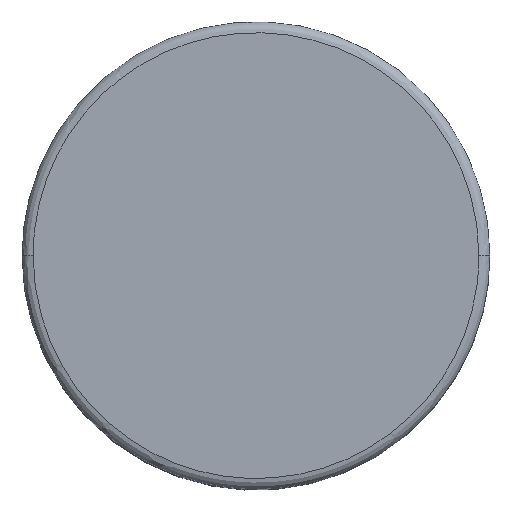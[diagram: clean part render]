
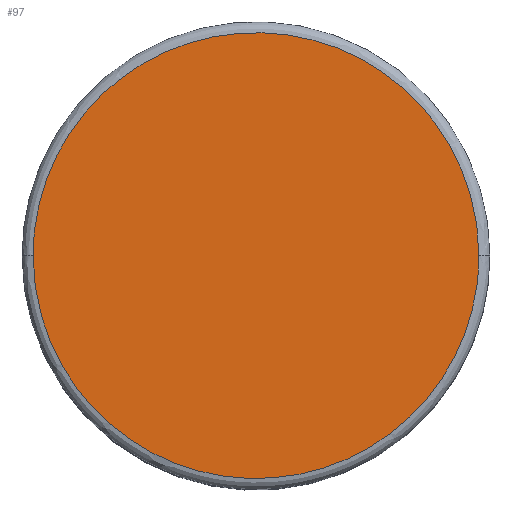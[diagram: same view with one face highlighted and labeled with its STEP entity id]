
A CAD part, top view. The second image highlights one B-rep face of the part: STEP entity #97.
In plain terms, the highlighted planar face has unit normal (0, 0, -1).
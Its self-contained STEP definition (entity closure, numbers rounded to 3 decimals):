
#97=ADVANCED_FACE('',(#150),#760,.T.);
#150=FACE_OUTER_BOUND('',#207,.T.);
#207=EDGE_LOOP('',(#370,#371));
#370=ORIENTED_EDGE('',*,*,#519,.F.);
#371=ORIENTED_EDGE('',*,*,#507,.F.);
#507=EDGE_CURVE('',#690,#697,#615,.T.);
#519=EDGE_CURVE('',#697,#690,#627,.T.);
#615=(
BOUNDED_CURVE()
B_SPLINE_CURVE(3,(#2113,#2114,#2115,#2116,#2117,#2118,#2119,#2120,#2121,
#2122,#2123,#2124,#2125,#2126,#2127,#2128,#2129,#2130,#2131,#2132,#2133,
#2134,#2135,#2136,#2137),.UNSPECIFIED.,.F.,.F.)
B_SPLINE_CURVE_WITH_KNOTS((4,3,3,3,3,3,3,3,4),(0.,1.527,3.181,
4.835,6.362,7.888,9.542,11.196,
12.723),.UNSPECIFIED.)
CURVE()
GEOMETRIC_REPRESENTATION_ITEM()
RATIONAL_B_SPLINE_CURVE((1.,1.,1.,1.,1.,1.,1.,1.,1.,1.,1.,
1.,1.,1.,1.,1.,1.,
1.,1.,1.,1.,1.,1.,1.,1.))
REPRESENTATION_ITEM('')
);
#627=(
BOUNDED_CURVE()
B_SPLINE_CURVE(3,(#2221,#2222,#2223,#2224,#2225,#2226,#2227,#2228,#2229,
#2230,#2231,#2232,#2233,#2234,#2235,#2236,#2237,#2238,#2239,#2240,#2241,
#2242,#2243,#2244,#2245),.UNSPECIFIED.,.F.,.F.)
B_SPLINE_CURVE_WITH_KNOTS((4,3,3,3,3,3,3,3,4),(12.723,14.25,
15.904,17.558,19.085,20.611,22.265,
23.92,25.446),.UNSPECIFIED.)
CURVE()
GEOMETRIC_REPRESENTATION_ITEM()
RATIONAL_B_SPLINE_CURVE((1.,1.,1.,1.,1.,1.,1.,1.,
1.,1.,1.,1.,1.,
1.,1.,1.,1.,1.,1.,1.,1.,1.,1.,1.,1.))
REPRESENTATION_ITEM('')
);
#690=VERTEX_POINT('',#2022);
#697=VERTEX_POINT('',#2029);
#760=PLANE('',#787);
#787=AXIS2_PLACEMENT_3D('',#1751,#797,$);
#797=DIRECTION('',(0.,0.,-1.));
#1751=CARTESIAN_POINT('',(-5.313,-5.313,8.5));
#2022=CARTESIAN_POINT('',(4.05,0.,8.5));
#2029=CARTESIAN_POINT('',(-4.05,0.,8.5));
#2113=CARTESIAN_POINT('',(4.05,0.,8.5));
#2114=CARTESIAN_POINT('',(4.05,0.509,8.5));
#2115=CARTESIAN_POINT('',(3.953,1.018,8.5));
#2116=CARTESIAN_POINT('',(3.766,1.491,8.5));
#2117=CARTESIAN_POINT('',(3.563,2.003,8.5));
#2118=CARTESIAN_POINT('',(3.254,2.474,8.5));
#2119=CARTESIAN_POINT('',(2.864,2.864,8.5));
#2120=CARTESIAN_POINT('',(2.474,3.254,8.5));
#2121=CARTESIAN_POINT('',(2.003,3.563,8.5));
#2122=CARTESIAN_POINT('',(1.491,3.766,8.5));
#2123=CARTESIAN_POINT('',(1.018,3.953,8.5));
#2124=CARTESIAN_POINT('',(0.509,4.05,8.5));
#2125=CARTESIAN_POINT('',(0.,4.05,8.5));
#2126=CARTESIAN_POINT('',(-0.509,4.05,8.5));
#2127=CARTESIAN_POINT('',(-1.018,3.953,8.5));
#2128=CARTESIAN_POINT('',(-1.491,3.766,8.5));
#2129=CARTESIAN_POINT('',(-2.003,3.563,8.5));
#2130=CARTESIAN_POINT('',(-2.474,3.254,8.5));
#2131=CARTESIAN_POINT('',(-2.864,2.864,8.5));
#2132=CARTESIAN_POINT('',(-3.254,2.474,8.5));
#2133=CARTESIAN_POINT('',(-3.563,2.003,8.5));
#2134=CARTESIAN_POINT('',(-3.766,1.491,8.5));
#2135=CARTESIAN_POINT('',(-3.953,1.018,8.5));
#2136=CARTESIAN_POINT('',(-4.05,0.509,8.5));
#2137=CARTESIAN_POINT('',(-4.05,0.,8.5));
#2221=CARTESIAN_POINT('',(-4.05,0.,8.5));
#2222=CARTESIAN_POINT('',(-4.05,-0.509,8.5));
#2223=CARTESIAN_POINT('',(-3.953,-1.018,8.5));
#2224=CARTESIAN_POINT('',(-3.766,-1.491,8.5));
#2225=CARTESIAN_POINT('',(-3.563,-2.003,8.5));
#2226=CARTESIAN_POINT('',(-3.254,-2.474,8.5));
#2227=CARTESIAN_POINT('',(-2.864,-2.864,8.5));
#2228=CARTESIAN_POINT('',(-2.474,-3.254,8.5));
#2229=CARTESIAN_POINT('',(-2.003,-3.563,8.5));
#2230=CARTESIAN_POINT('',(-1.491,-3.766,8.5));
#2231=CARTESIAN_POINT('',(-1.018,-3.953,8.5));
#2232=CARTESIAN_POINT('',(-0.509,-4.05,8.5));
#2233=CARTESIAN_POINT('',(0.,-4.05,8.5));
#2234=CARTESIAN_POINT('',(0.509,-4.05,8.5));
#2235=CARTESIAN_POINT('',(1.018,-3.953,8.5));
#2236=CARTESIAN_POINT('',(1.491,-3.766,8.5));
#2237=CARTESIAN_POINT('',(2.003,-3.563,8.5));
#2238=CARTESIAN_POINT('',(2.474,-3.254,8.5));
#2239=CARTESIAN_POINT('',(2.864,-2.864,8.5));
#2240=CARTESIAN_POINT('',(3.254,-2.474,8.5));
#2241=CARTESIAN_POINT('',(3.563,-2.003,8.5));
#2242=CARTESIAN_POINT('',(3.766,-1.491,8.5));
#2243=CARTESIAN_POINT('',(3.953,-1.018,8.5));
#2244=CARTESIAN_POINT('',(4.05,-0.509,8.5));
#2245=CARTESIAN_POINT('',(4.05,0.,8.5));
